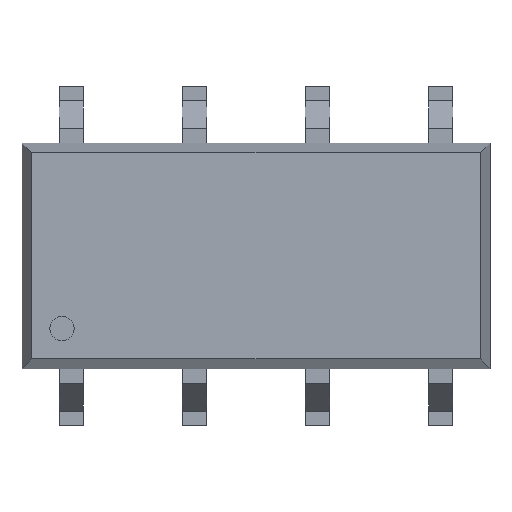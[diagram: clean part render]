
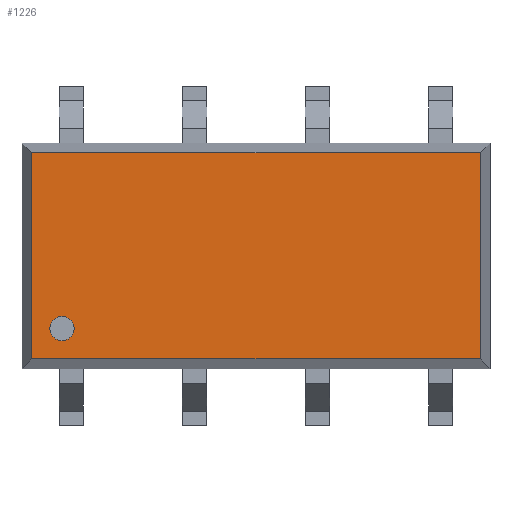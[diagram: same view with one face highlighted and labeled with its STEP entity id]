
A CAD part, top view. The second image highlights one B-rep face of the part: STEP entity #1226.
In plain terms, the highlighted planar face has unit normal (0, 0, 1).
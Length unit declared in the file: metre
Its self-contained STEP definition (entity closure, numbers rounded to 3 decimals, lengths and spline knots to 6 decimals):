
#21=CIRCLE('',#1357,0.00025);
#39=ORIENTED_EDGE('',*,*,#383,.F.);
#40=ORIENTED_EDGE('',*,*,#384,.T.);
#41=ORIENTED_EDGE('',*,*,#385,.T.);
#42=ORIENTED_EDGE('',*,*,#386,.T.);
#43=ORIENTED_EDGE('',*,*,#387,.T.);
#383=EDGE_CURVE('',#553,#553,#21,.T.);
#384=EDGE_CURVE('',#554,#555,#671,.T.);
#385=EDGE_CURVE('',#555,#556,#672,.T.);
#386=EDGE_CURVE('',#556,#557,#673,.T.);
#387=EDGE_CURVE('',#557,#554,#674,.T.);
#553=VERTEX_POINT('',#1787);
#554=VERTEX_POINT('',#1789);
#555=VERTEX_POINT('',#1790);
#556=VERTEX_POINT('',#1792);
#557=VERTEX_POINT('',#1794);
#671=LINE('',#1788,#843);
#672=LINE('',#1791,#844);
#673=LINE('',#1793,#845);
#674=LINE('',#1795,#846);
#843=VECTOR('',#1456,1.);
#844=VECTOR('',#1457,1.);
#845=VECTOR('',#1458,1.);
#846=VECTOR('',#1459,1.);
#1007=EDGE_LOOP('',(#39));
#1008=EDGE_LOOP('',(#40,#41,#42,#43));
#1081=FACE_BOUND('',#1007,.T.);
#1082=FACE_BOUND('',#1008,.T.);
#1155=PLANE('',#1356);
#1226=ADVANCED_FACE('',(#1081,#1082),#1155,.T.);
#1356=AXIS2_PLACEMENT_3D('',#1785,#1452,#1453);
#1357=AXIS2_PLACEMENT_3D('',#1786,#1454,#1455);
#1452=DIRECTION('',(0.,0.,1.));
#1453=DIRECTION('',(1.,0.,0.));
#1454=DIRECTION('',(0.,0.,1.));
#1455=DIRECTION('',(1.,0.,0.));
#1456=DIRECTION('',(0.,-1.,0.));
#1457=DIRECTION('',(1.,0.,0.));
#1458=DIRECTION('',(0.,1.,0.));
#1459=DIRECTION('',(-1.,0.,0.));
#1785=CARTESIAN_POINT('',(0.,0.,0.0021));
#1786=CARTESIAN_POINT('',(-0.004,-0.0015,0.0021));
#1787=CARTESIAN_POINT('',(-0.00375,-0.0015,0.0021));
#1788=CARTESIAN_POINT('',(-0.004625,0.,0.0021));
#1789=CARTESIAN_POINT('',(-0.004625,0.002125,0.0021));
#1790=CARTESIAN_POINT('',(-0.004625,-0.002125,0.0021));
#1791=CARTESIAN_POINT('',(0.,-0.002125,0.0021));
#1792=CARTESIAN_POINT('',(0.004625,-0.002125,0.0021));
#1793=CARTESIAN_POINT('',(0.004625,0.002325,0.0021));
#1794=CARTESIAN_POINT('',(0.004625,0.002125,0.0021));
#1795=CARTESIAN_POINT('',(-0.004825,0.002125,0.0021));
